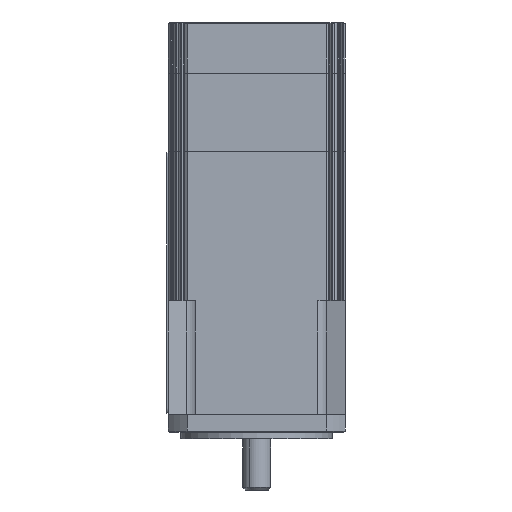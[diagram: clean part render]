
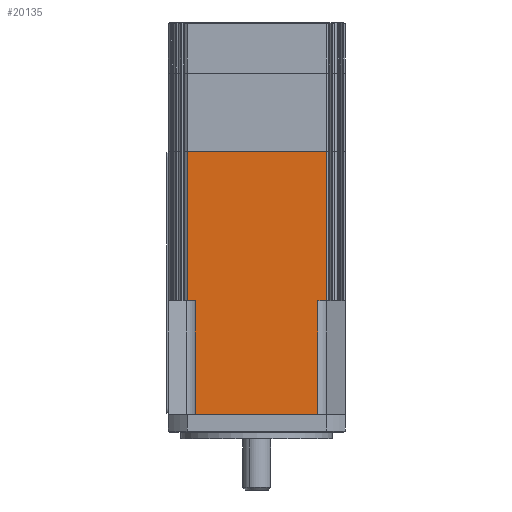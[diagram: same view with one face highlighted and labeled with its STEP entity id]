
A CAD part, front view. The second image highlights one B-rep face of the part: STEP entity #20135.
In plain terms, the highlighted planar face has unit normal (0, -1, 0).
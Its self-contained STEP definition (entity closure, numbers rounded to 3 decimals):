
#20064=CARTESIAN_POINT('',(27.482,-35.,0.0));
#20065=DIRECTION('',(0.0,-1.0,0.0));
#20066=DIRECTION('',(0.0,0.0,-1.0));
#20067=AXIS2_PLACEMENT_3D('',#20064,#20065,#20066);
#20068=PLANE('',#20067);
#20069=CARTESIAN_POINT('',(24.249,-35.,45.0));
#20070=VERTEX_POINT('',#20069);
#20071=CARTESIAN_POINT('',(27.482,-35.,45.0));
#20072=VERTEX_POINT('',#20071);
#20073=CARTESIAN_POINT('',(24.249,-35.,45.0));
#20074=DIRECTION('',(1.0,0.0,0.0));
#20075=VECTOR('',#20074,3.233);
#20076=LINE('',#20073,#20075);
#20077=EDGE_CURVE('',#20070,#20072,#20076,.T.);
#20078=ORIENTED_EDGE('',*,*,#20077,.T.);
#20079=CARTESIAN_POINT('',(27.482,-35.,104.0));
#20080=VERTEX_POINT('',#20079);
#20081=CARTESIAN_POINT('',(27.482,-35.,45.0));
#20082=DIRECTION('',(0.0,0.0,1.0));
#20083=VECTOR('',#20082,59.0);
#20084=LINE('',#20081,#20083);
#20085=EDGE_CURVE('',#20072,#20080,#20084,.T.);
#20086=ORIENTED_EDGE('',*,*,#20085,.T.);
#20087=CARTESIAN_POINT('',(-27.482,-35.,104.0));
#20088=VERTEX_POINT('',#20087);
#20089=CARTESIAN_POINT('',(27.482,-35.,104.0));
#20090=DIRECTION('',(-1.0,0.0,0.0));
#20091=VECTOR('',#20090,54.964);
#20092=LINE('',#20089,#20091);
#20093=EDGE_CURVE('',#20080,#20088,#20092,.T.);
#20094=ORIENTED_EDGE('',*,*,#20093,.T.);
#20095=CARTESIAN_POINT('',(-27.482,-35.,45.0));
#20096=VERTEX_POINT('',#20095);
#20097=CARTESIAN_POINT('',(-27.482,-35.,45.0));
#20098=DIRECTION('',(0.0,0.0,1.0));
#20099=VECTOR('',#20098,59.0);
#20100=LINE('',#20097,#20099);
#20101=EDGE_CURVE('',#20096,#20088,#20100,.T.);
#20102=ORIENTED_EDGE('',*,*,#20101,.F.);
#20103=CARTESIAN_POINT('',(-24.249,-35.,45.0));
#20104=VERTEX_POINT('',#20103);
#20105=CARTESIAN_POINT('',(-27.482,-35.,45.0));
#20106=DIRECTION('',(1.0,0.0,0.0));
#20107=VECTOR('',#20106,3.233);
#20108=LINE('',#20105,#20107);
#20109=EDGE_CURVE('',#20096,#20104,#20108,.T.);
#20110=ORIENTED_EDGE('',*,*,#20109,.T.);
#20111=CARTESIAN_POINT('',(-24.249,-35.,0.0));
#20112=VERTEX_POINT('',#20111);
#20113=CARTESIAN_POINT('',(-24.249,-35.,45.0));
#20114=DIRECTION('',(0.0,0.0,-1.0));
#20115=VECTOR('',#20114,45.0);
#20116=LINE('',#20113,#20115);
#20117=EDGE_CURVE('',#20104,#20112,#20116,.T.);
#20118=ORIENTED_EDGE('',*,*,#20117,.T.);
#20119=CARTESIAN_POINT('',(24.249,-35.,0.0));
#20120=VERTEX_POINT('',#20119);
#20121=CARTESIAN_POINT('',(-24.249,-35.,0.0));
#20122=DIRECTION('',(1.0,0.0,0.0));
#20123=VECTOR('',#20122,48.498);
#20124=LINE('',#20121,#20123);
#20125=EDGE_CURVE('',#20112,#20120,#20124,.T.);
#20126=ORIENTED_EDGE('',*,*,#20125,.T.);
#20127=CARTESIAN_POINT('',(24.249,-35.,0.0));
#20128=DIRECTION('',(0.0,0.0,1.0));
#20129=VECTOR('',#20128,45.0);
#20130=LINE('',#20127,#20129);
#20131=EDGE_CURVE('',#20120,#20070,#20130,.T.);
#20132=ORIENTED_EDGE('',*,*,#20131,.T.);
#20133=EDGE_LOOP('',(#20078,#20086,#20094,#20102,#20110,#20118,#20126,#20132));
#20134=FACE_OUTER_BOUND('',#20133,.T.);
#20135=ADVANCED_FACE('',(#20134),#20068,.T.);
